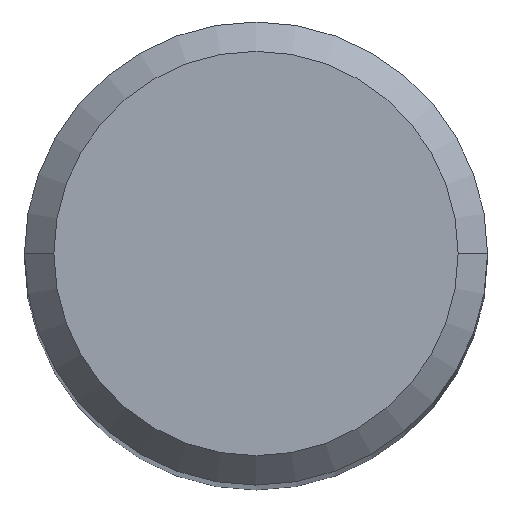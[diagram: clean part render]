
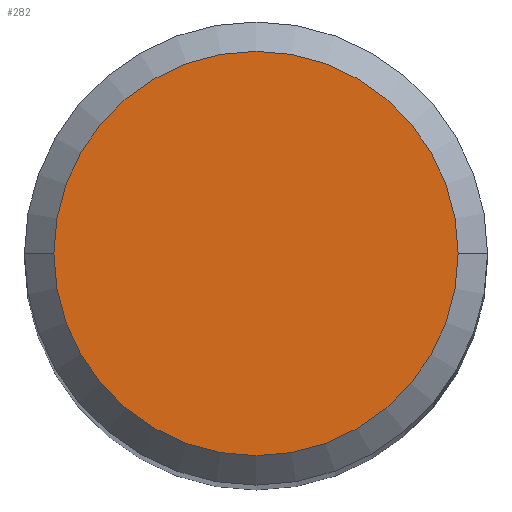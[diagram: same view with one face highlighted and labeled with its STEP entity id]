
A CAD part, top view. The second image highlights one B-rep face of the part: STEP entity #282.
In plain terms, the highlighted planar face has unit normal (0, 0, 1).
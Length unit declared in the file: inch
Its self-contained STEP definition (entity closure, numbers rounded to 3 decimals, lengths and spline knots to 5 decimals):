
#11 = DIRECTION ( 'NONE',  ( 1., 0., 0. ) ) ;
#14 = EDGE_CURVE ( 'NONE', #129, #74, #243, .T. ) ;
#35 = CARTESIAN_POINT ( 'NONE',  ( 0., 0., 2.24409 ) ) ;
#38 = AXIS2_PLACEMENT_3D ( 'NONE', #94, #183, #119 ) ;
#44 = CARTESIAN_POINT ( 'NONE',  ( -0.10311, 0., 2.24409 ) ) ;
#53 = CARTESIAN_POINT ( 'NONE',  ( 0.10311, 0., 2.24409 ) ) ;
#56 = DIRECTION ( 'NONE',  ( 0., 0., 1. ) ) ;
#65 = AXIS2_PLACEMENT_3D ( 'NONE', #170, #122, #11 ) ;
#74 = VERTEX_POINT ( 'NONE', #44 ) ;
#86 = CIRCLE ( 'NONE', #254, 0.10311 ) ;
#94 = CARTESIAN_POINT ( 'NONE',  ( 0., 0., 2.24409 ) ) ;
#119 = DIRECTION ( 'NONE',  ( 1., 0., 0. ) ) ;
#122 = DIRECTION ( 'NONE',  ( 0., 0., 1. ) ) ;
#129 = VERTEX_POINT ( 'NONE', #53 ) ;
#131 = ORIENTED_EDGE ( 'NONE', *, *, #14, .T. ) ;
#139 = DIRECTION ( 'NONE',  ( 1., 0., 0. ) ) ;
#170 = CARTESIAN_POINT ( 'NONE',  ( 0., 0., 2.24409 ) ) ;
#183 = DIRECTION ( 'NONE',  ( 0., 0., 1. ) ) ;
#188 = PLANE ( 'NONE',  #65 ) ;
#198 = EDGE_LOOP ( 'NONE', ( #272, #131 ) ) ;
#201 = EDGE_CURVE ( 'NONE', #74, #129, #86, .T. ) ;
#233 = FACE_OUTER_BOUND ( 'NONE', #198, .T. ) ;
#243 = CIRCLE ( 'NONE', #38, 0.10311 ) ;
#254 = AXIS2_PLACEMENT_3D ( 'NONE', #35, #56, #139 ) ;
#272 = ORIENTED_EDGE ( 'NONE', *, *, #201, .T. ) ;
#282 = ADVANCED_FACE ( 'NONE', ( #233 ), #188, .T. ) ;
